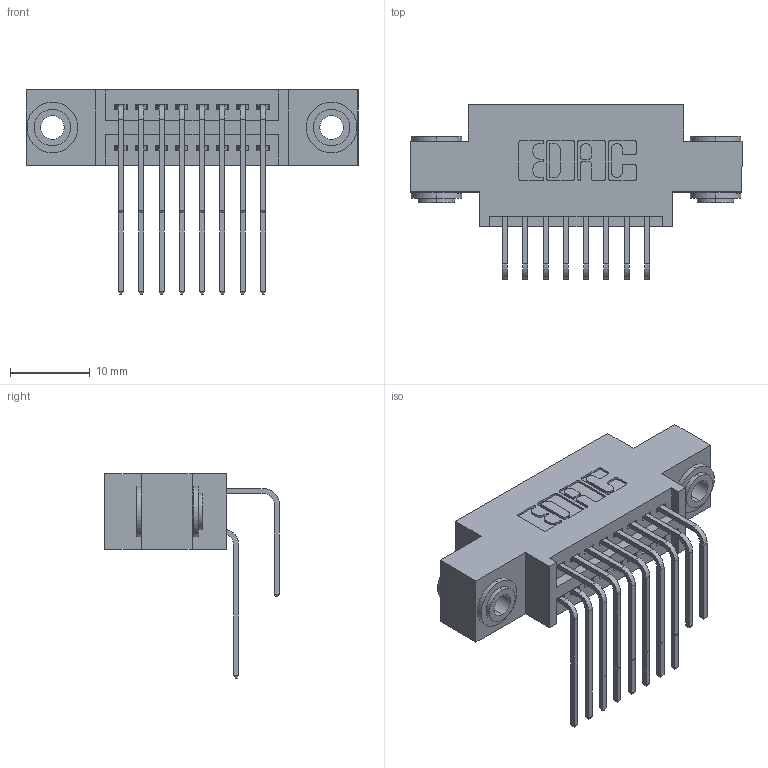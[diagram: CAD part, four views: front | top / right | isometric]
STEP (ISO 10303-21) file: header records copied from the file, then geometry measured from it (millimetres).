
FILE_DESCRIPTION (( 'STEP AP203' ), '1' );
FILE_NAME ('395-016-558-803.STEP', '2019-10-15T18:50:22', ( '' ), ( '' ), 'SwSTEP 2.0', 'SolidWorks 2016', '' );
FILE_SCHEMA (( 'CONFIG_CONTROL_DESIGN' ));
Length unit declared in the file: inch
Products named in the file (5): 345 Part_0.170 Offset - 0.156 Dia-TH; 345-292-001_558 559 Tail - 1; 345-292-001_558 Tail - 2; 345-250-002_345-250-002-102; 395-016-558-803
Assembly tree (19 placements, depth 2):
  395-016-558-803
    345 Part_0.170 Offset - 0.156 Dia-TH
    345-292-001_558 559 Tail - 1  x8
    345-292-001_558 Tail - 2  x8
    345-250-002_345-250-002-102  x2
Bounding box: 41.53 x 21.83 x 25.53 mm (x, y, z)
Volume: 3716.9 mm3; surface area: 5618.1 mm2
Topology: 19 solids, 19 shells, 1000 faces, 2909 edges, 1914 vertices
Faces by surface type: plane 654, cylinder 338, cone 8
Entity records: 13288 total; most frequent: CARTESIAN_POINT 2282, ORIENTED_EDGE 2158, DIRECTION 2057, EDGE_CURVE 1079, LINE 851, VECTOR 851, VERTEX_POINT 714, AXIS2_PLACEMENT_3D 603
